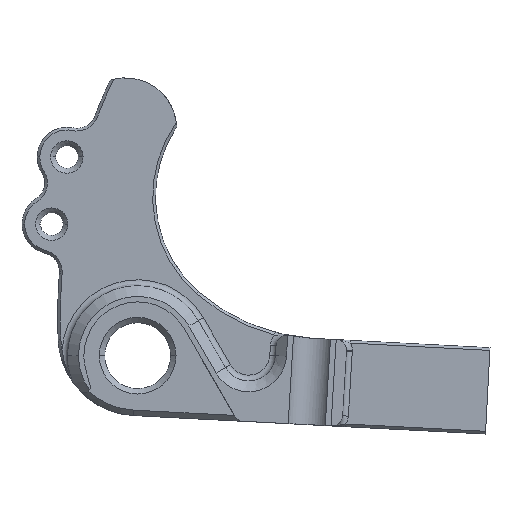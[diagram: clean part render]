
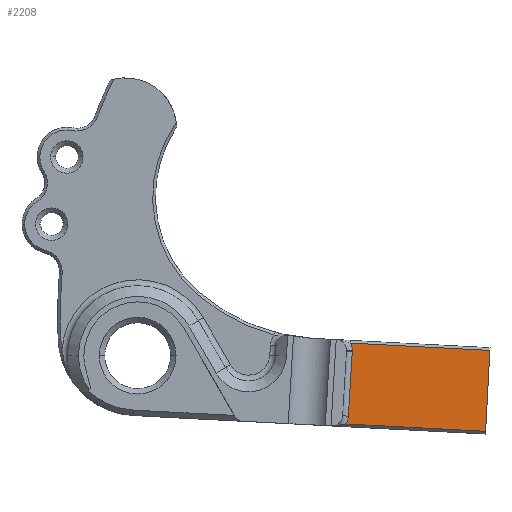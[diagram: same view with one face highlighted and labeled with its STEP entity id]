
A CAD part, top view. The second image highlights one B-rep face of the part: STEP entity #2208.
In plain terms, the highlighted planar face has unit normal (0, 0, 1).
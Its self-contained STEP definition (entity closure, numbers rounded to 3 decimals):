
#98 = CARTESIAN_POINT ( 'NONE',  ( 38.533, -12.641, 0. ) ) ;
#136 = VERTEX_POINT ( 'NONE', #3629 ) ;
#141 = CARTESIAN_POINT ( 'NONE',  ( 39.725, 0.978, 0. ) ) ;
#163 = LINE ( 'NONE', #1415, #2780 ) ;
#269 = AXIS2_PLACEMENT_3D ( 'NONE', #2259, #3539, #928 ) ;
#397 = DIRECTION ( 'NONE',  ( -0.06, -0.998, 0. ) ) ;
#419 = VECTOR ( 'NONE', #397, 1000. ) ;
#440 = CARTESIAN_POINT ( 'NONE',  ( 39.528, -2.385, 0. ) ) ;
#496 = ORIENTED_EDGE ( 'NONE', *, *, #2883, .T. ) ;
#521 = DIRECTION ( 'NONE',  ( 0., 0., 1. ) ) ;
#584 = LINE ( 'NONE', #440, #419 ) ;
#689 = AXIS2_PLACEMENT_3D ( 'NONE', #1712, #2278, #1970 ) ;
#739 = VERTEX_POINT ( 'NONE', #1790 ) ;
#774 = DIRECTION ( 'NONE',  ( 0.999, -0.052, 0. ) ) ;
#841 = PLANE ( 'NONE',  #1893 ) ;
#928 = DIRECTION ( 'NONE',  ( 1., 0., 0. ) ) ;
#1004 = ORIENTED_EDGE ( 'NONE', *, *, #1393, .T. ) ;
#1009 = VERTEX_POINT ( 'NONE', #3966 ) ;
#1068 = CARTESIAN_POINT ( 'NONE',  ( 64.396, -13.996, 0. ) ) ;
#1170 = DIRECTION ( 'NONE',  ( -0.052, -0.999, 0. ) ) ;
#1291 = CARTESIAN_POINT ( 'NONE',  ( 39.72, 0.791, 0. ) ) ;
#1388 = ORIENTED_EDGE ( 'NONE', *, *, #2334, .T. ) ;
#1393 = EDGE_CURVE ( 'NONE', #739, #1009, #3927, .T. ) ;
#1415 = CARTESIAN_POINT ( 'NONE',  ( -0.555, -10.592, 0. ) ) ;
#1504 = CARTESIAN_POINT ( 'NONE',  ( 65.207, 1.483, 0. ) ) ;
#1544 = VERTEX_POINT ( 'NONE', #1068 ) ;
#1610 = EDGE_LOOP ( 'NONE', ( #496, #3240, #1694, #1004, #3057, #1388, #3153 ) ) ;
#1688 = VECTOR ( 'NONE', #3213, 1000. ) ;
#1694 = ORIENTED_EDGE ( 'NONE', *, *, #2251, .F. ) ;
#1712 = CARTESIAN_POINT ( 'NONE',  ( 36.625, 0.978, 0. ) ) ;
#1790 = CARTESIAN_POINT ( 'NONE',  ( 65.181, 0.983, 0. ) ) ;
#1893 = AXIS2_PLACEMENT_3D ( 'NONE', #3412, #521, #3708 ) ;
#1970 = DIRECTION ( 'NONE',  ( 1., 0., 0. ) ) ;
#2208 = ADVANCED_FACE ( 'NONE', ( #2851 ), #841, .T. ) ;
#2226 = VECTOR ( 'NONE', #1170, 1000. ) ;
#2251 = EDGE_CURVE ( 'NONE', #739, #1544, #3790, .T. ) ;
#2259 = CARTESIAN_POINT ( 'NONE',  ( 36.625, 0.978, 0. ) ) ;
#2278 = DIRECTION ( 'NONE',  ( 0., 0., -1. ) ) ;
#2334 = EDGE_CURVE ( 'NONE', #3618, #3192, #3439, .T. ) ;
#2688 = CARTESIAN_POINT ( 'NONE',  ( 35.903, -11.001, 0. ) ) ;
#2780 = VECTOR ( 'NONE', #774, 1000. ) ;
#2851 = FACE_OUTER_BOUND ( 'NONE', #1610, .T. ) ;
#2883 = EDGE_CURVE ( 'NONE', #136, #3388, #3050, .T. ) ;
#3050 = CIRCLE ( 'NONE', #4040, 3.1 ) ;
#3057 = ORIENTED_EDGE ( 'NONE', *, *, #3352, .T. ) ;
#3153 = ORIENTED_EDGE ( 'NONE', *, *, #4110, .T. ) ;
#3192 = VERTEX_POINT ( 'NONE', #1291 ) ;
#3213 = DIRECTION ( 'NONE',  ( -0.999, 0.052, 0. ) ) ;
#3240 = ORIENTED_EDGE ( 'NONE', *, *, #3535, .T. ) ;
#3352 = EDGE_CURVE ( 'NONE', #1009, #3618, #3646, .T. ) ;
#3380 = DIRECTION ( 'NONE',  ( 1., 0., 0. ) ) ;
#3388 = VERTEX_POINT ( 'NONE', #98 ) ;
#3412 = CARTESIAN_POINT ( 'NONE',  ( 0., 0., 0. ) ) ;
#3439 = CIRCLE ( 'NONE', #269, 3.1 ) ;
#3535 = EDGE_CURVE ( 'NONE', #3388, #1544, #163, .T. ) ;
#3539 = DIRECTION ( 'NONE',  ( 0., 0., -1. ) ) ;
#3618 = VERTEX_POINT ( 'NONE', #141 ) ;
#3629 = CARTESIAN_POINT ( 'NONE',  ( 38.997, -11.187, 0. ) ) ;
#3646 = CIRCLE ( 'NONE', #689, 3.1 ) ;
#3647 = DIRECTION ( 'NONE',  ( 0., 0., -1. ) ) ;
#3708 = DIRECTION ( 'NONE',  ( 1., 0., 0. ) ) ;
#3790 = LINE ( 'NONE', #1504, #2226 ) ;
#3843 = CARTESIAN_POINT ( 'NONE',  ( 0.23, 4.387, 0. ) ) ;
#3927 = LINE ( 'NONE', #3843, #1688 ) ;
#3966 = CARTESIAN_POINT ( 'NONE',  ( 39.413, 2.334, 0. ) ) ;
#4040 = AXIS2_PLACEMENT_3D ( 'NONE', #2688, #3647, #3380 ) ;
#4110 = EDGE_CURVE ( 'NONE', #3192, #136, #584, .T. ) ;
